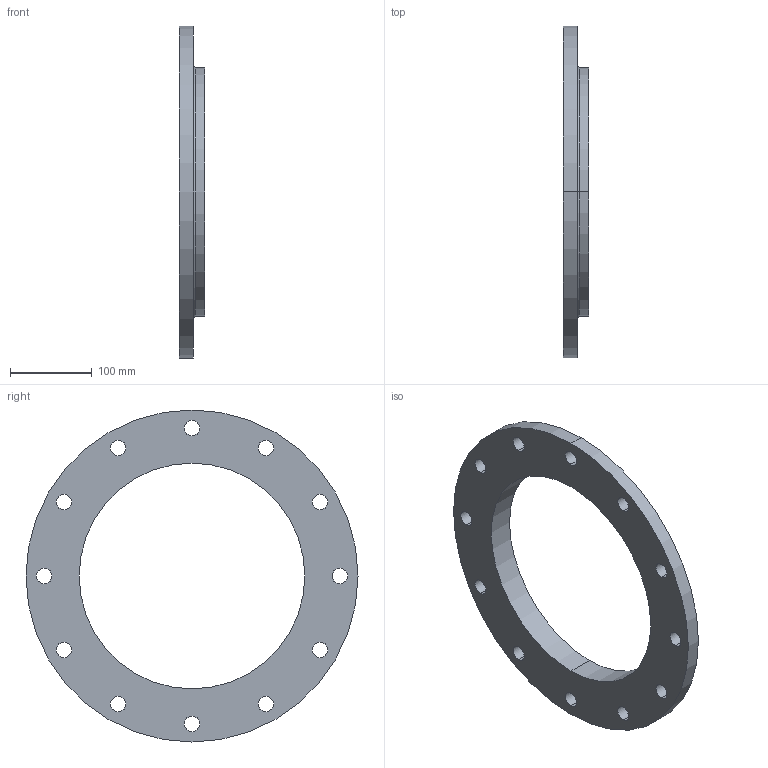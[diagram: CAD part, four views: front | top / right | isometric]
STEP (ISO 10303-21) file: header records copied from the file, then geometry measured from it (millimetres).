
FILE_DESCRIPTION (( 'STEP AP203' ), '1' );
FILE_NAME ('10_CLB_C207_FF_SOF.STEP', '2024-01-12T03:33:24', ( '' ), ( '' ), 'SwSTEP 2.0', 'SolidWorks 2023', '' );
FILE_SCHEMA (( 'CONFIG_CONTROL_DESIGN' ));
Length unit declared in the file: inch
Products named in the file (1): 10_CLB_C207_FF_SOF
Bounding box: 31.75 x 406.4 x 406.4 mm (x, y, z)
Volume: 1347386.7 mm3; surface area: 207510.6 mm2
Topology: 1 solids, 1 shells, 35 faces, 94 edges, 62 vertices
Faces by surface type: cylinder 30, plane 3, torus 2
Entity records: 1267 total; most frequent: DIRECTION 230, CARTESIAN_POINT 192, ORIENTED_EDGE 188, AXIS2_PLACEMENT_3D 100, EDGE_CURVE 94, CIRCLE 64, VERTEX_POINT 62, EDGE_LOOP 62
